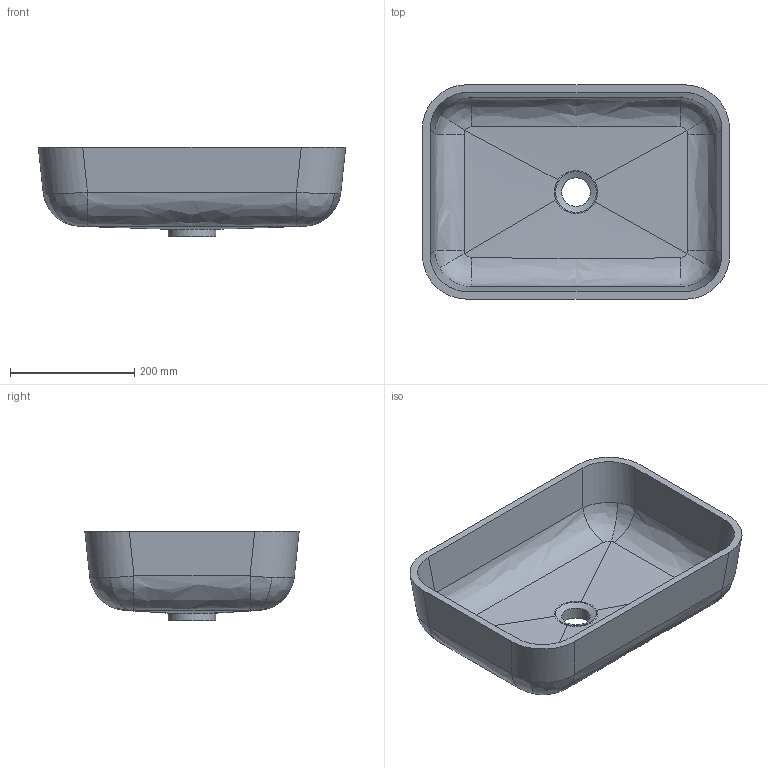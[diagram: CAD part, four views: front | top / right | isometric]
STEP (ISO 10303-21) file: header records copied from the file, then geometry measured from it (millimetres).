
FILE_DESCRIPTION(/* description */ (''),/* implementation_level */ '2;1');
FILE_NAME(/* name */ '752',/* time_stamp */ '2018-11-04T13:58:14+08:00',/* author */ (''),/* organization */ (''),/* preprocessor_version */ 'ST-DEVELOPER v9',/* originating_system */ 'UGS - NX 4.0',/* authorisation */ '');
FILE_SCHEMA (('CONFIG_CONTROL_DESIGN'));
Length unit declared in the file: millimetre
Products named in the file (1): Admi0F23gfws
Bounding box: 495.48 x 345.48 x 144.3 mm (x, y, z)
Volume: 3592015 mm3; surface area: 601348.9 mm2
Topology: 1 solids, 1 shells, 54 faces, 128 edges, 77 vertices
Faces by surface type: bspline 32, plane 11, cylinder 10, cone 1
Full cylindrical faces by diameter (mm): 46 x1, 77 x1
Entity records: 4422 total; most frequent: CARTESIAN_POINT 3355, ORIENTED_EDGE 248, DIRECTION 126, EDGE_CURVE 124, VERTEX_POINT 76, B_SPLINE_CURVE_WITH_KNOTS 72, EDGE_LOOP 60, ADVANCED_FACE 54
